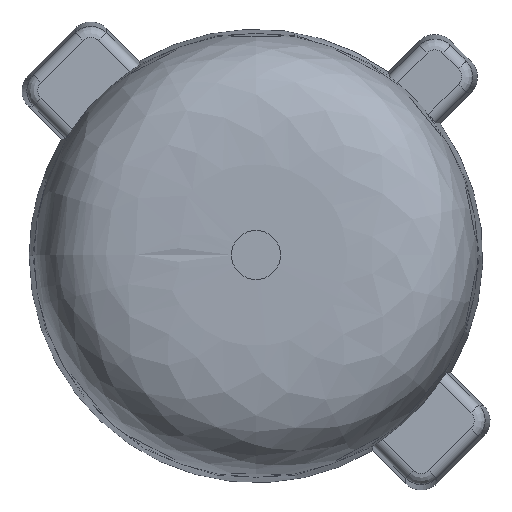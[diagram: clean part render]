
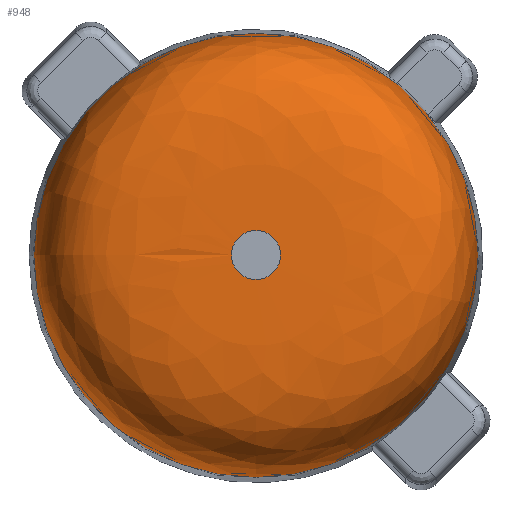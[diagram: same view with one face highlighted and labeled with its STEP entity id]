
A CAD part, top view. The second image highlights one B-rep face of the part: STEP entity #948.
In plain terms, the highlighted free-form (B-spline) face has degree [3, 3] with [7, 10] control points.
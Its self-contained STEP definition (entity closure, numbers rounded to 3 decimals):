
#84=B_SPLINE_SURFACE_WITH_KNOTS('',3,3,((#2285,#2286,#2287,#2288,#2289,
#2290,#2291,#2292,#2293,#2294),(#2295,#2296,#2297,#2298,#2299,#2300,#2301,
#2302,#2303,#2304),(#2305,#2306,#2307,#2308,#2309,#2310,#2311,#2312,#2313,
#2314),(#2315,#2316,#2317,#2318,#2319,#2320,#2321,#2322,#2323,#2324),(#2325,
#2326,#2327,#2328,#2329,#2330,#2331,#2332,#2333,#2334),(#2335,#2336,#2337,
#2338,#2339,#2340,#2341,#2342,#2343,#2344),(#2345,#2346,#2347,#2348,#2349,
#2350,#2351,#2352,#2353,#2354)),.UNSPECIFIED.,.F.,.T.,.F.,(4,1,1,1,4),(4,
1,1,1,1,1,1,4),(0.,0.286,0.571,0.714,
1.),(-3.142,-2.244,-1.346,-0.449,
0.449,1.346,2.244,3.142),
 .UNSPECIFIED.);
#140=FACE_OUTER_BOUND('',#199,.T.);
#199=EDGE_LOOP('',(#873,#874,#875,#876));
#236=B_SPLINE_CURVE_WITH_KNOTS('',3,(#2356,#2357,#2358,#2359,#2360,#2361,
#2362),.UNSPECIFIED.,.F.,.F.,(4,1,1,1,4),(-1.,-0.714,-0.571,
-0.286,0.),.UNSPECIFIED.);
#361=CIRCLE('',#1051,5.058);
#362=CIRCLE('',#1054,0.559);
#450=VERTEX_POINT('',#2280);
#451=VERTEX_POINT('',#2355);
#590=EDGE_CURVE('',#450,#450,#361,.T.);
#592=EDGE_CURVE('',#451,#450,#236,.T.);
#593=EDGE_CURVE('',#451,#451,#362,.T.);
#873=ORIENTED_EDGE('',*,*,#592,.T.);
#874=ORIENTED_EDGE('',*,*,#590,.T.);
#875=ORIENTED_EDGE('',*,*,#592,.F.);
#876=ORIENTED_EDGE('',*,*,#593,.T.);
#948=ADVANCED_FACE('',(#140),#84,.F.);
#1051=AXIS2_PLACEMENT_3D('',#2281,#1277,#1278);
#1054=AXIS2_PLACEMENT_3D('',#2363,#1284,#1285);
#1277=DIRECTION('center_axis',(0.,0.,1.));
#1278=DIRECTION('ref_axis',(1.,0.,0.));
#1284=DIRECTION('center_axis',(0.,0.,-1.));
#1285=DIRECTION('ref_axis',(1.,0.,0.));
#2280=CARTESIAN_POINT('',(-5.058,0.,8.659));
#2281=CARTESIAN_POINT('Origin',(0.,0.,8.659));
#2285=CARTESIAN_POINT('Ctrl Pts',(-5.058,0.,
8.659));
#2286=CARTESIAN_POINT('Ctrl Pts',(-5.058,-1.513,8.659));
#2287=CARTESIAN_POINT('Ctrl Pts',(-3.612,-4.527,8.659));
#2288=CARTESIAN_POINT('Ctrl Pts',(1.288,-5.643,8.659));
#2289=CARTESIAN_POINT('Ctrl Pts',(5.22,-2.513,8.659));
#2290=CARTESIAN_POINT('Ctrl Pts',(5.214,2.51,8.659));
#2291=CARTESIAN_POINT('Ctrl Pts',(1.29,5.651,8.659));
#2292=CARTESIAN_POINT('Ctrl Pts',(-3.611,4.522,8.659));
#2293=CARTESIAN_POINT('Ctrl Pts',(-5.058,1.513,8.659));
#2294=CARTESIAN_POINT('Ctrl Pts',(-5.058,0.,
8.659));
#2295=CARTESIAN_POINT('Ctrl Pts',(-5.043,0.,
9.809));
#2296=CARTESIAN_POINT('Ctrl Pts',(-5.043,-1.509,9.809));
#2297=CARTESIAN_POINT('Ctrl Pts',(-3.602,-4.513,9.809));
#2298=CARTESIAN_POINT('Ctrl Pts',(1.284,-5.627,9.809));
#2299=CARTESIAN_POINT('Ctrl Pts',(5.205,-2.505,9.809));
#2300=CARTESIAN_POINT('Ctrl Pts',(5.198,2.502,9.809));
#2301=CARTESIAN_POINT('Ctrl Pts',(1.286,5.635,9.809));
#2302=CARTESIAN_POINT('Ctrl Pts',(-3.6,4.508,9.809));
#2303=CARTESIAN_POINT('Ctrl Pts',(-5.043,1.509,9.809));
#2304=CARTESIAN_POINT('Ctrl Pts',(-5.043,0.,
9.809));
#2305=CARTESIAN_POINT('Ctrl Pts',(-5.011,0.,
11.525));
#2306=CARTESIAN_POINT('Ctrl Pts',(-5.011,-1.499,11.525));
#2307=CARTESIAN_POINT('Ctrl Pts',(-3.579,-4.484,11.525));
#2308=CARTESIAN_POINT('Ctrl Pts',(1.276,-5.59,11.525));
#2309=CARTESIAN_POINT('Ctrl Pts',(5.171,-2.489,11.525));
#2310=CARTESIAN_POINT('Ctrl Pts',(5.165,2.486,11.525));
#2311=CARTESIAN_POINT('Ctrl Pts',(1.278,5.598,11.525));
#2312=CARTESIAN_POINT('Ctrl Pts',(-3.577,4.479,11.525));
#2313=CARTESIAN_POINT('Ctrl Pts',(-5.011,1.499,11.525));
#2314=CARTESIAN_POINT('Ctrl Pts',(-5.011,0.,
11.525));
#2315=CARTESIAN_POINT('Ctrl Pts',(-4.351,0.,
12.607));
#2316=CARTESIAN_POINT('Ctrl Pts',(-4.351,-1.302,12.607));
#2317=CARTESIAN_POINT('Ctrl Pts',(-3.107,-3.894,12.607));
#2318=CARTESIAN_POINT('Ctrl Pts',(1.108,-4.854,12.607));
#2319=CARTESIAN_POINT('Ctrl Pts',(4.49,-2.161,12.607));
#2320=CARTESIAN_POINT('Ctrl Pts',(4.485,2.159,12.607));
#2321=CARTESIAN_POINT('Ctrl Pts',(1.11,4.861,12.607));
#2322=CARTESIAN_POINT('Ctrl Pts',(-3.106,3.889,12.607));
#2323=CARTESIAN_POINT('Ctrl Pts',(-4.351,1.302,12.607));
#2324=CARTESIAN_POINT('Ctrl Pts',(-4.351,0.,
12.607));
#2325=CARTESIAN_POINT('Ctrl Pts',(-2.996,0.,
13.091));
#2326=CARTESIAN_POINT('Ctrl Pts',(-2.996,-0.896,
13.091));
#2327=CARTESIAN_POINT('Ctrl Pts',(-2.139,-2.681,13.091));
#2328=CARTESIAN_POINT('Ctrl Pts',(0.763,-3.342,13.091));
#2329=CARTESIAN_POINT('Ctrl Pts',(3.092,-1.488,13.091));
#2330=CARTESIAN_POINT('Ctrl Pts',(3.088,1.486,13.091));
#2331=CARTESIAN_POINT('Ctrl Pts',(0.764,3.347,13.091));
#2332=CARTESIAN_POINT('Ctrl Pts',(-2.139,2.678,13.091));
#2333=CARTESIAN_POINT('Ctrl Pts',(-2.996,0.896,13.091));
#2334=CARTESIAN_POINT('Ctrl Pts',(-2.996,0.,
13.091));
#2335=CARTESIAN_POINT('Ctrl Pts',(-1.709,0.,
13.1));
#2336=CARTESIAN_POINT('Ctrl Pts',(-1.709,-0.511,
13.1));
#2337=CARTESIAN_POINT('Ctrl Pts',(-1.22,-1.529,13.1));
#2338=CARTESIAN_POINT('Ctrl Pts',(0.435,-1.906,13.1));
#2339=CARTESIAN_POINT('Ctrl Pts',(1.763,-0.849,13.1));
#2340=CARTESIAN_POINT('Ctrl Pts',(1.761,0.848,13.1));
#2341=CARTESIAN_POINT('Ctrl Pts',(0.436,1.909,13.1));
#2342=CARTESIAN_POINT('Ctrl Pts',(-1.22,1.527,13.1));
#2343=CARTESIAN_POINT('Ctrl Pts',(-1.709,0.511,13.1));
#2344=CARTESIAN_POINT('Ctrl Pts',(-1.709,0.,
13.1));
#2345=CARTESIAN_POINT('Ctrl Pts',(-0.559,0.,
13.1));
#2346=CARTESIAN_POINT('Ctrl Pts',(-0.559,-0.167,
13.1));
#2347=CARTESIAN_POINT('Ctrl Pts',(-0.399,-0.5,
13.1));
#2348=CARTESIAN_POINT('Ctrl Pts',(0.142,-0.623,13.1));
#2349=CARTESIAN_POINT('Ctrl Pts',(0.576,-0.277,
13.1));
#2350=CARTESIAN_POINT('Ctrl Pts',(0.576,0.277,13.1));
#2351=CARTESIAN_POINT('Ctrl Pts',(0.142,0.624,13.1));
#2352=CARTESIAN_POINT('Ctrl Pts',(-0.399,0.499,
13.1));
#2353=CARTESIAN_POINT('Ctrl Pts',(-0.559,0.167,
13.1));
#2354=CARTESIAN_POINT('Ctrl Pts',(-0.559,0.,
13.1));
#2355=CARTESIAN_POINT('',(-0.559,0.,13.1));
#2356=CARTESIAN_POINT('Ctrl Pts',(-0.559,0.,
13.1));
#2357=CARTESIAN_POINT('Ctrl Pts',(-1.709,0.,
13.1));
#2358=CARTESIAN_POINT('Ctrl Pts',(-2.996,0.,
13.091));
#2359=CARTESIAN_POINT('Ctrl Pts',(-4.351,0.,
12.607));
#2360=CARTESIAN_POINT('Ctrl Pts',(-5.011,0.,
11.525));
#2361=CARTESIAN_POINT('Ctrl Pts',(-5.043,0.,
9.809));
#2362=CARTESIAN_POINT('Ctrl Pts',(-5.058,0.,
8.659));
#2363=CARTESIAN_POINT('Origin',(0.,0.,13.1));
